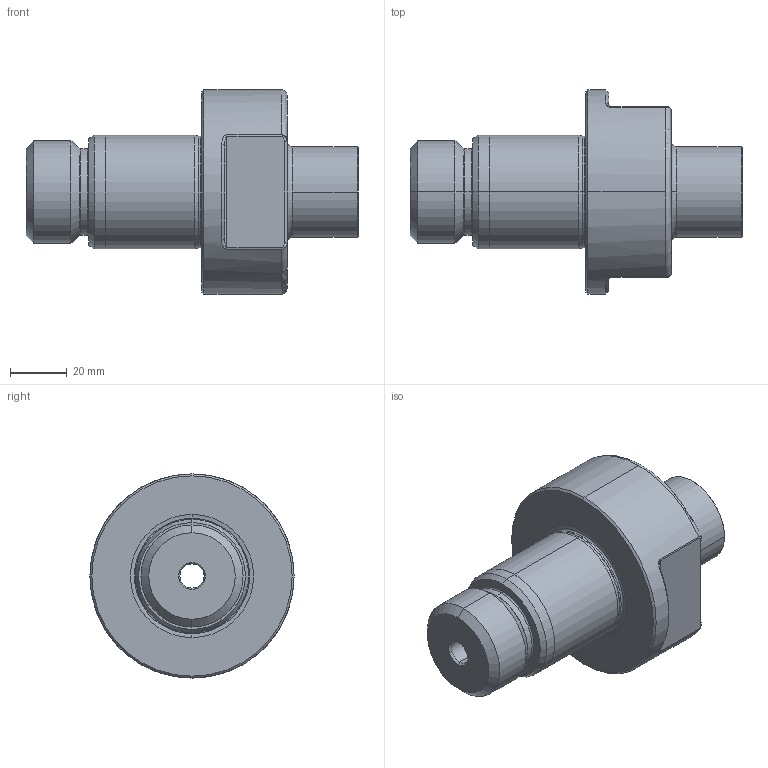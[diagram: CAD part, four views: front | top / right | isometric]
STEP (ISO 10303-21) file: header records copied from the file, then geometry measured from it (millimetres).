
FILE_DESCRIPTION (( 'STEP AP203' ), '1' );
FILE_NAME ('120.720.321C.STEP', '2018-03-13T15:45:17', ( 'SWIAdmin' ), ( 'Hewlett-Packard Company' ), 'SwSTEP 2.0', 'SolidWorks 2017', '' );
FILE_SCHEMA (( 'CONFIG_CONTROL_DESIGN' ));
Length unit declared in the file: millimetre
Products named in the file (1): 120.720.321C
Bounding box: 117 x 72 x 72 mm (x, y, z)
Volume: 192059 mm3; surface area: 28468.1 mm2
Topology: 1 solids, 1 shells, 95 faces, 202 edges, 115 vertices
Faces by surface type: cone 28, cylinder 24, plane 18, torus 17, bspline 8
Entity records: 3999 total; most frequent: CARTESIAN_POINT 1889, DIRECTION 452, ORIENTED_EDGE 404, EDGE_CURVE 202, AXIS2_PLACEMENT_3D 194, VERTEX_POINT 115, CIRCLE 106, EDGE_LOOP 103
